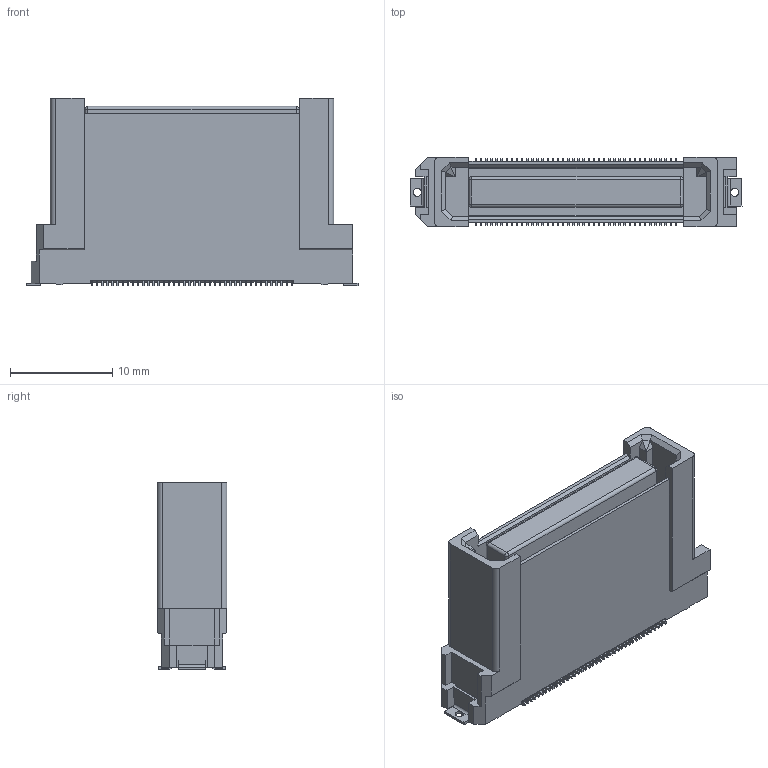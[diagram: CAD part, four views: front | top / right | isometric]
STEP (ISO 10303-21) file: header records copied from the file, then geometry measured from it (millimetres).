
FILE_DESCRIPTION(('CoCreate Modeling STEP Export'),'2;1');
FILE_NAME('FX20-80S-0.5SV10.stp','2012-07-19T18:04:21',(''),(''),'CoCreate Modeling STEP processor for AP214 (Solid Model)','CoCreate Modeling 17.0 01-Apr-2010 (C) Parametric Technology GmbH','');
FILE_SCHEMA(('AUTOMOTIVE_DESIGN { 1 0 10303 214 1 1 1 1 }'));
Length unit declared in the file: millimetre
Products named in the file (1): FX20-80S-0.5SV10
Bounding box: 32.4 x 6.8 x 18.3 mm (x, y, z)
Volume: 2682.2 mm3; surface area: 2369.8 mm2
Topology: 1 solids, 1 shells, 1370 faces, 3935 edges, 2563 vertices
Faces by surface type: plane 1346, cylinder 20, sphere 4
Entity records: 43143 total; most frequent: ORIENTED_EDGE 7862, CARTESIAN_POINT 7734, DIRECTION 6568, EDGE_CURVE 3931, VECTOR 3774, LINE 3774, VERTEX_POINT 2563, AXIS2_PLACEMENT_3D 1397
